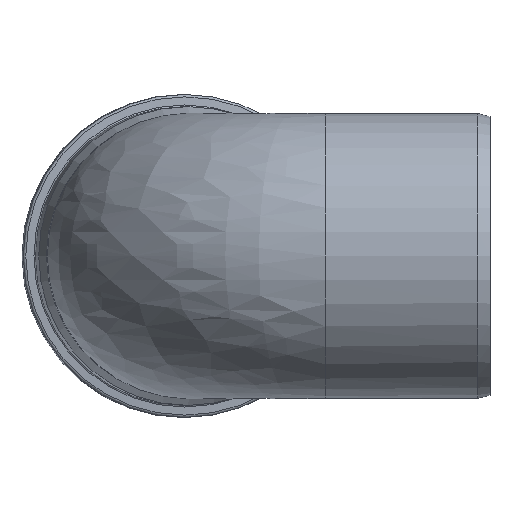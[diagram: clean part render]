
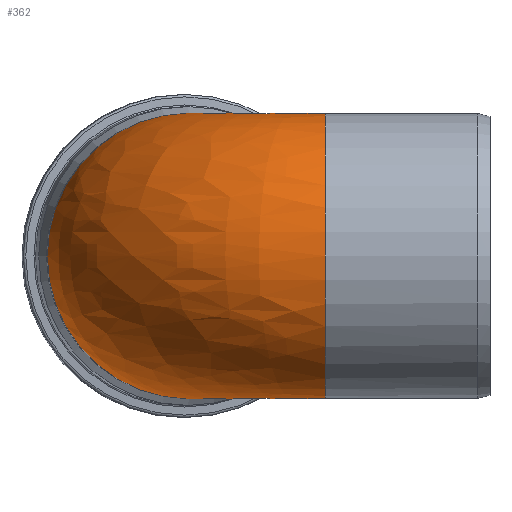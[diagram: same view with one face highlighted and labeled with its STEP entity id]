
A CAD part, left-side view. The second image highlights one B-rep face of the part: STEP entity #362.
In plain terms, the highlighted free-form (B-spline) face has degree [2, 2] with [9, 3] control points.
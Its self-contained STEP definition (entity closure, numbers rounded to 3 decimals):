
#77=CIRCLE('',#399,80.15);
#78=CIRCLE('',#400,80.15);
#110=(
BOUNDED_SURFACE()
B_SPLINE_SURFACE(2,2,((#666,#667,#668),(#669,#670,#671),(#672,#673,#674),
(#675,#676,#677),(#678,#679,#680),(#681,#682,#683),(#684,#685,#686),(#687,
#688,#689),(#690,#691,#692)),.UNSPECIFIED.,.F.,.F.,.F.)
B_SPLINE_SURFACE_WITH_KNOTS((3,2,2,2,3),(3,3),(-2.759,-1.379,
0.,1.379,2.759),(0.,1.527),
 .UNSPECIFIED.)
GEOMETRIC_REPRESENTATION_ITEM()
RATIONAL_B_SPLINE_SURFACE(((1.,0.722,1.),(0.771,
0.557,0.771),(1.,0.722,1.),(0.771,
0.557,0.771),(1.,0.722,1.),(0.771,
0.557,0.771),(1.,0.722,1.),(0.771,
0.557,0.771),(1.,0.722,1.)))
REPRESENTATION_ITEM('')
SURFACE()
);
#113=FACE_OUTER_BOUND('',#147,.T.);
#147=EDGE_LOOP('',(#290,#291,#292,#293));
#213=B_SPLINE_CURVE_WITH_KNOTS('',3,(#630,#631,#632,#633,#634,#635,#636,
#637,#638,#639,#640,#641,#642,#643,#644,#645),.UNSPECIFIED.,.F.,.F.,(4,
3,3,3,3,4),(-0.001,0.063,0.125,
0.16,0.201,0.28),.UNSPECIFIED.);
#214=B_SPLINE_CURVE_WITH_KNOTS('',3,(#649,#650,#651,#652,#653,#654,#655,
#656,#657,#658,#659,#660,#661,#662,#663,#664),.UNSPECIFIED.,.F.,.F.,(4,
3,3,3,3,4),(-0.001,0.063,0.12,0.125,
0.201,0.28),.UNSPECIFIED.);
#215=VERTEX_POINT('',#628);
#216=VERTEX_POINT('',#629);
#217=VERTEX_POINT('',#646);
#218=VERTEX_POINT('',#648);
#249=EDGE_CURVE('',#215,#216,#213,.T.);
#251=EDGE_CURVE('',#218,#217,#214,.T.);
#253=EDGE_CURVE('',#217,#215,#77,.T.);
#254=EDGE_CURVE('',#218,#216,#78,.T.);
#290=ORIENTED_EDGE('',*,*,#251,.T.);
#291=ORIENTED_EDGE('',*,*,#253,.T.);
#292=ORIENTED_EDGE('',*,*,#249,.T.);
#293=ORIENTED_EDGE('',*,*,#254,.F.);
#362=ADVANCED_FACE('',(#113),#110,.F.);
#399=AXIS2_PLACEMENT_3D('',#693,#469,#470);
#400=AXIS2_PLACEMENT_3D('',#694,#471,#472);
#469=DIRECTION('center_axis',(0.,1.,0.));
#470=DIRECTION('ref_axis',(1.,0.,0.));
#471=DIRECTION('center_axis',(0.999,0.044,0.));
#472=DIRECTION('ref_axis',(0.044,-0.999,0.));
#628=CARTESIAN_POINT('',(74.296,92.547,30.069));
#629=CARTESIAN_POINT('',(76.069,94.4,30.069));
#630=CARTESIAN_POINT('Ctrl Pts',(74.296,92.547,30.069));
#631=CARTESIAN_POINT('Ctrl Pts',(74.31,92.756,30.035));
#632=CARTESIAN_POINT('Ctrl Pts',(74.357,92.961,30.008));
#633=CARTESIAN_POINT('Ctrl Pts',(74.436,93.157,29.989));
#634=CARTESIAN_POINT('Ctrl Pts',(74.513,93.348,29.97));
#635=CARTESIAN_POINT('Ctrl Pts',(74.618,93.528,29.957));
#636=CARTESIAN_POINT('Ctrl Pts',(74.75,93.688,29.953));
#637=CARTESIAN_POINT('Ctrl Pts',(74.822,93.777,29.951));
#638=CARTESIAN_POINT('Ctrl Pts',(74.902,93.859,29.951));
#639=CARTESIAN_POINT('Ctrl Pts',(74.989,93.933,29.954));
#640=CARTESIAN_POINT('Ctrl Pts',(75.093,94.022,29.957));
#641=CARTESIAN_POINT('Ctrl Pts',(75.207,94.101,29.964));
#642=CARTESIAN_POINT('Ctrl Pts',(75.328,94.167,29.975));
#643=CARTESIAN_POINT('Ctrl Pts',(75.559,94.292,29.995));
#644=CARTESIAN_POINT('Ctrl Pts',(75.811,94.371,30.027));
#645=CARTESIAN_POINT('Ctrl Pts',(76.069,94.4,30.069));
#646=CARTESIAN_POINT('',(74.296,92.547,-30.069));
#648=CARTESIAN_POINT('',(76.069,94.4,-30.069));
#649=CARTESIAN_POINT('Ctrl Pts',(76.069,94.4,-30.069));
#650=CARTESIAN_POINT('Ctrl Pts',(75.862,94.377,-30.035));
#651=CARTESIAN_POINT('Ctrl Pts',(75.658,94.321,-30.008));
#652=CARTESIAN_POINT('Ctrl Pts',(75.466,94.235,-29.988));
#653=CARTESIAN_POINT('Ctrl Pts',(75.293,94.157,-29.97));
#654=CARTESIAN_POINT('Ctrl Pts',(75.132,94.056,-29.958));
#655=CARTESIAN_POINT('Ctrl Pts',(74.989,93.933,-29.954));
#656=CARTESIAN_POINT('Ctrl Pts',(74.975,93.921,-29.953));
#657=CARTESIAN_POINT('Ctrl Pts',(74.962,93.909,-29.953));
#658=CARTESIAN_POINT('Ctrl Pts',(74.949,93.897,-29.953));
#659=CARTESIAN_POINT('Ctrl Pts',(74.761,93.728,-29.948));
#660=CARTESIAN_POINT('Ctrl Pts',(74.609,93.523,-29.957));
#661=CARTESIAN_POINT('Ctrl Pts',(74.498,93.297,-29.976));
#662=CARTESIAN_POINT('Ctrl Pts',(74.382,93.061,-29.996));
#663=CARTESIAN_POINT('Ctrl Pts',(74.313,92.807,-30.027));
#664=CARTESIAN_POINT('Ctrl Pts',(74.296,92.547,-30.069));
#666=CARTESIAN_POINT('Ctrl Pts',(74.345,92.547,29.948));
#667=CARTESIAN_POINT('Ctrl Pts',(74.345,94.276,29.948));
#668=CARTESIAN_POINT('Ctrl Pts',(76.071,94.351,29.948));
#669=CARTESIAN_POINT('Ctrl Pts',(49.645,92.547,91.265));
#670=CARTESIAN_POINT('Ctrl Pts',(49.645,117.921,91.265));
#671=CARTESIAN_POINT('Ctrl Pts',(74.994,119.028,91.265));
#672=CARTESIAN_POINT('Ctrl Pts',(-15.253,92.547,78.685));
#673=CARTESIAN_POINT('Ctrl Pts',(-15.253,180.046,78.685));
#674=CARTESIAN_POINT('Ctrl Pts',(72.163,183.863,78.685));
#675=CARTESIAN_POINT('Ctrl Pts',(-80.15,92.547,66.105));
#676=CARTESIAN_POINT('Ctrl Pts',(-80.15,242.172,66.105));
#677=CARTESIAN_POINT('Ctrl Pts',(69.332,248.699,66.105));
#678=CARTESIAN_POINT('Ctrl Pts',(-80.15,92.547,0.));
#679=CARTESIAN_POINT('Ctrl Pts',(-80.15,242.172,0.));
#680=CARTESIAN_POINT('Ctrl Pts',(69.332,248.699,0.));
#681=CARTESIAN_POINT('Ctrl Pts',(-80.15,92.547,-66.105));
#682=CARTESIAN_POINT('Ctrl Pts',(-80.15,242.172,-66.105));
#683=CARTESIAN_POINT('Ctrl Pts',(69.332,248.699,-66.105));
#684=CARTESIAN_POINT('Ctrl Pts',(-15.253,92.547,-78.685));
#685=CARTESIAN_POINT('Ctrl Pts',(-15.253,180.046,-78.685));
#686=CARTESIAN_POINT('Ctrl Pts',(72.163,183.863,-78.685));
#687=CARTESIAN_POINT('Ctrl Pts',(49.645,92.547,-91.265));
#688=CARTESIAN_POINT('Ctrl Pts',(49.645,117.921,-91.265));
#689=CARTESIAN_POINT('Ctrl Pts',(74.994,119.028,-91.265));
#690=CARTESIAN_POINT('Ctrl Pts',(74.345,92.547,-29.948));
#691=CARTESIAN_POINT('Ctrl Pts',(74.345,94.276,-29.948));
#692=CARTESIAN_POINT('Ctrl Pts',(76.071,94.351,-29.948));
#693=CARTESIAN_POINT('Origin',(0.,92.547,0.));
#694=CARTESIAN_POINT('Origin',(72.828,168.625,0.));
